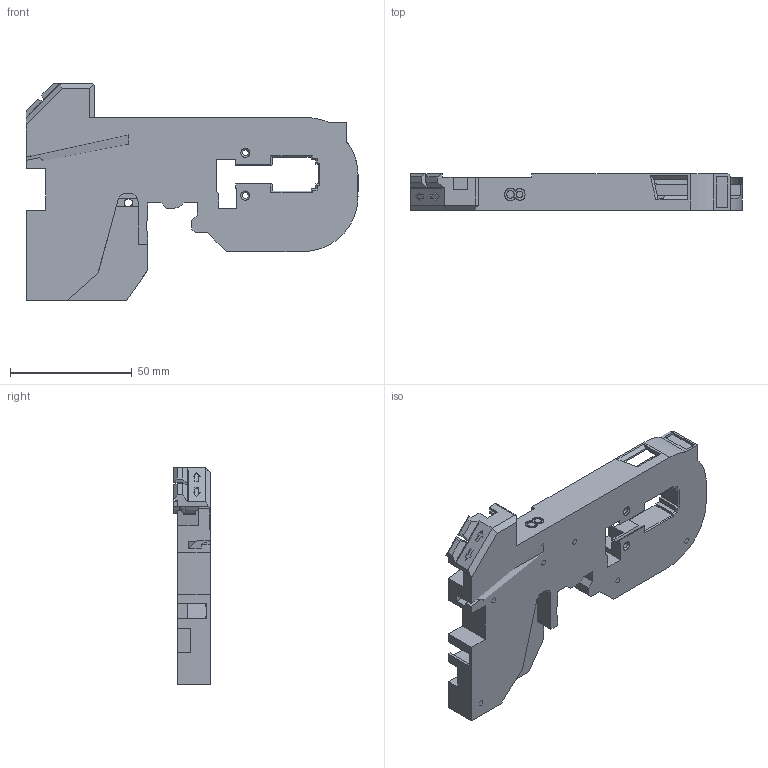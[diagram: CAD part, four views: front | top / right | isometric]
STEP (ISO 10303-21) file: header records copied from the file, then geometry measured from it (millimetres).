
FILE_DESCRIPTION (( 'STEP AP214' ), '1' );
FILE_NAME ('8_0001_body.STEP', '2025-06-21T14:54:19', ( '' ), ( '' ), 'SwSTEP 2.0', 'SolidWorks 2023', '' );
FILE_SCHEMA (( 'AUTOMOTIVE_DESIGN' ));
Length unit declared in the file: millimetre
Products named in the file (1): 8_0001_body
Bounding box: 136.26 x 15 x 88.9 mm (x, y, z)
Volume: 64186.3 mm3; surface area: 30404.7 mm2
Topology: 1 solids, 1 shells, 825 faces, 2376 edges, 1564 vertices
Faces by surface type: plane 494, cylinder 167, bspline 103, cone 60, torus 1
Entity records: 28958 total; most frequent: CARTESIAN_POINT 8362, ORIENTED_EDGE 4748, DIRECTION 3669, EDGE_CURVE 2374, VERTEX_POINT 1564, LINE 1335, VECTOR 1335, AXIS2_PLACEMENT_3D 1167
